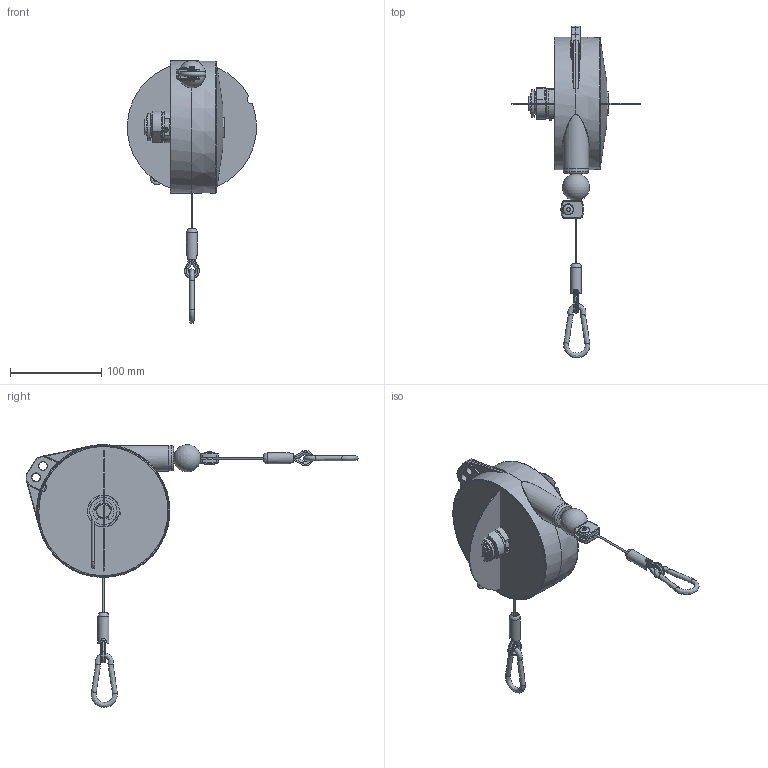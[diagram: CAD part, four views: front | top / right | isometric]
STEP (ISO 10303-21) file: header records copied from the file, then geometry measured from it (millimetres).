
FILE_DESCRIPTION( ( 'Unknown' ), '1' );
FILE_NAME( '9320-21-22-23.stp', 'Unknown', ( 'Unknown' ), ( 'Unknown' ), 'XStep 1.0', 'Unknown', ' ' );
FILE_SCHEMA( ( 'automotive_design' ) );
Length unit declared in the file: millimetre
Products named in the file (20): Assem1; Assem2; 33285; 20116; 31385; Dado Esagonale Basso_M6; VITE TS_CALOTTA M6 X 8 UNI 7689 Z_B; 20122; 31386; 23056; 32041; 30340; 38257; 31387; Rosetta Cilindrica_M16; 10070; 44349; 30339; 9321_lam; Dado Esagonale Basso_M14
Bounding box: 141.77 x 364.74 x 288.64 mm (x, y, z)
Volume: 802306.3 mm3; surface area: 321679.9 mm2
Topology: 45 solids, 45 shells, 909 faces, 2181 edges, 1327 vertices
Faces by surface type: plane 341, cylinder 300, torus 155, bspline 62, cone 45, sphere 6
Full cylindrical faces by diameter (mm): 2 x9, 3 x4, 5 x3, 5.517 x3, 6 x8, 6.5 x6, 8 x6, 9 x4, 11.2 x3, 12 x5, 13 x2, 13.376 x2, 13.7 x2, 14 x4, 16 x4, 17 x2, 20 x2, 22 x2, 23 x2, 27 x2, 27.5 x2, 28 x6, 30 x2, 32 x2, 35 x4, 138 x2, 142 x2
Entity records: 16809 total; most frequent: CARTESIAN_POINT 7885, DIRECTION 1815, ORIENTED_EDGE 1630, EDGE_CURVE 815, AXIS2_PLACEMENT_3D 745, VERTEX_POINT 531, EDGE_LOOP 502, FACE_OUTER_BOUND 453
